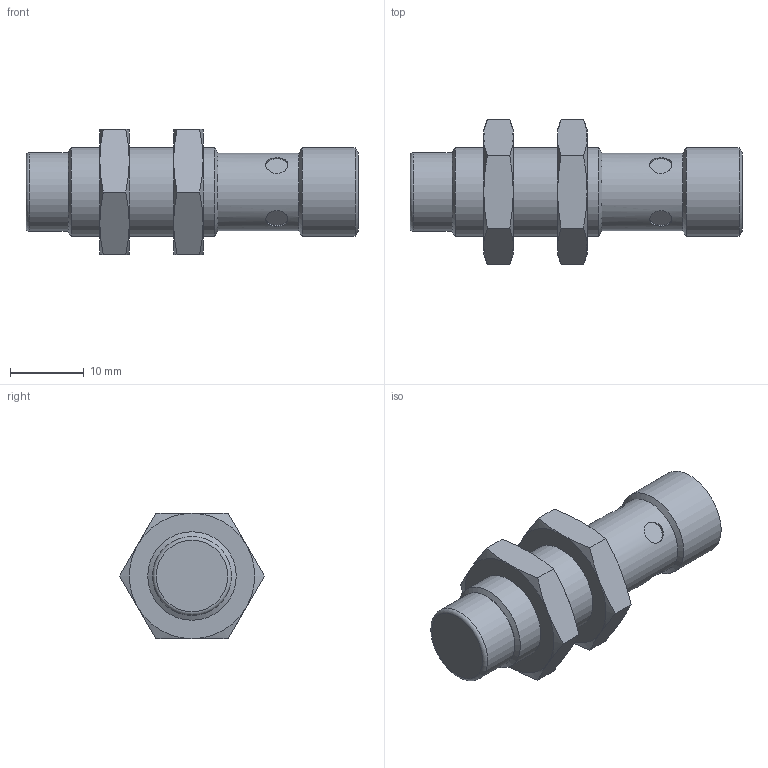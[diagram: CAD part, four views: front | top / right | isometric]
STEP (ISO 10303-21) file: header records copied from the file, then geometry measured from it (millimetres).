
FILE_DESCRIPTION( ( 'STEP AP214' ), '1' );
FILE_NAME( 'DW-AS-511-M12-120.stp', '2021-12-10T08:21:51', ( 'License CC BY-ND 4.0' ), ( 'CADENAS' ), ' ', 'PARTsolutions', ' ' );
FILE_SCHEMA( ( 'AUTOMOTIVE_DESIGN { 1 0 10303 214 1 1 1 1 }' ) );
Length unit declared in the file: millimetre
Products named in the file (1): _DW-AS-511-M12-120
Bounding box: 45 x 19.63 x 17 mm (x, y, z)
Volume: 5243.9 mm3; surface area: 2909.1 mm2
Topology: 1 solids, 1 shells, 97 faces, 223 edges, 137 vertices
Faces by surface type: plane 43, cone 30, cylinder 18, sphere 5, torus 1
Full cylindrical faces by diameter (mm): 1 x4, 2.4 x1, 3 x4, 8.5 x1, 10.55 x1, 10.7 x1, 12 x4
Entity records: 3613 total; most frequent: CARTESIAN_POINT 870, DIRECTION 391, ORIENTED_EDGE 364, EDGE_CURVE 182, AXIS2_PLACEMENT_3D 164, EDGE_LOOP 134, VERTEX_POINT 129, FACE_OUTER_BOUND 114
